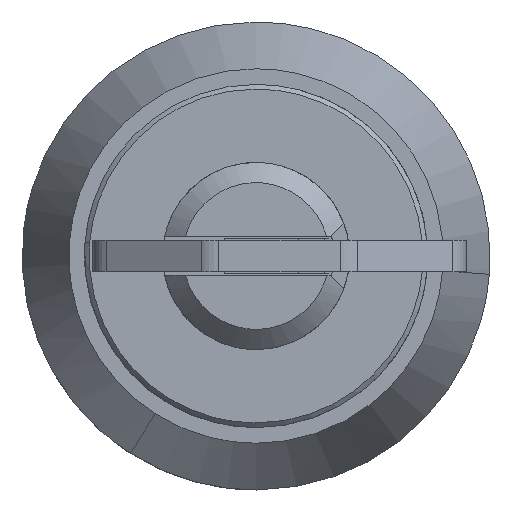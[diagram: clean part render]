
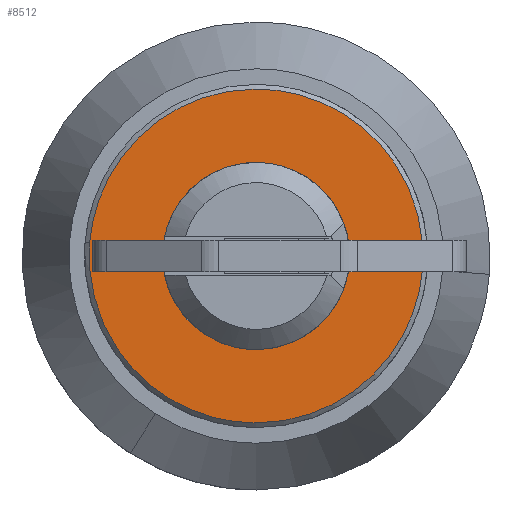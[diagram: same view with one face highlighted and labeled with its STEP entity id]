
A CAD part, front view. The second image highlights one B-rep face of the part: STEP entity #8512.
In plain terms, the highlighted free-form (B-spline) face has degree [1, 1] with [2, 2] control points.
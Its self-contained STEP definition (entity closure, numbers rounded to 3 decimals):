
#7251=CARTESIAN_POINT('',(-8.2,-5.958,-0.708));
#7252=VERTEX_POINT('',#7251);
#7258=CARTESIAN_POINT('',(-8.2,0.,6.));
#7259=VERTEX_POINT('',#7258);
#7260=CARTESIAN_POINT('',(-8.2,-5.958,-0.708));
#7261=CARTESIAN_POINT('',(-8.2,-6.,-0.355));
#7262=CARTESIAN_POINT('',(-8.2,-6.,0.));
#7263=CARTESIAN_POINT('',(-8.2,-6.,6.));
#7264=CARTESIAN_POINT('',(-8.2,0.,6.));
#7272=(BOUNDED_CURVE()B_SPLINE_CURVE(2,(#7260,#7261,#7262,#7263,#7264),.UNSPECIFIED.,.F.,.U.)B_SPLINE_CURVE_WITH_KNOTS((3,2,3),(0.23,0.25,0.5),.UNSPECIFIED.)CURVE()GEOMETRIC_REPRESENTATION_ITEM()RATIONAL_B_SPLINE_CURVE((0.956,0.976,1.0,0.707,1.0))REPRESENTATION_ITEM(''));
#7273=EDGE_CURVE('',#7252,#7259,#7272,.T.);
#7275=CARTESIAN_POINT('',(-8.2,5.989,0.366));
#7276=VERTEX_POINT('',#7275);
#7277=CARTESIAN_POINT('',(-8.2,0.,6.));
#7278=CARTESIAN_POINT('',(-8.2,5.644,6.));
#7279=CARTESIAN_POINT('',(-8.2,5.989,0.366));
#7287=(BOUNDED_CURVE()B_SPLINE_CURVE(2,(#7277,#7278,#7279),.UNSPECIFIED.,.F.,.U.)B_SPLINE_CURVE_WITH_KNOTS((3,3),(0.5,0.739),.UNSPECIFIED.)CURVE()GEOMETRIC_REPRESENTATION_ITEM()RATIONAL_B_SPLINE_CURVE((1.0,0.72,0.976))REPRESENTATION_ITEM(''));
#7288=EDGE_CURVE('',#7259,#7276,#7287,.T.);
#7362=CARTESIAN_POINT('',(-8.2,0.,-6.));
#7363=VERTEX_POINT('',#7362);
#7364=CARTESIAN_POINT('',(-8.2,5.989,0.366));
#7365=CARTESIAN_POINT('',(-8.2,6.,0.183));
#7366=CARTESIAN_POINT('',(-8.2,6.,0.));
#7367=CARTESIAN_POINT('',(-8.2,6.,-6.));
#7368=CARTESIAN_POINT('',(-8.2,0.,-6.));
#7376=(BOUNDED_CURVE()B_SPLINE_CURVE(2,(#7364,#7365,#7366,#7367,#7368),.UNSPECIFIED.,.F.,.U.)B_SPLINE_CURVE_WITH_KNOTS((3,2,3),(0.739,0.75,1.0),.UNSPECIFIED.)CURVE()GEOMETRIC_REPRESENTATION_ITEM()RATIONAL_B_SPLINE_CURVE((0.976,0.988,1.0,0.707,1.0))REPRESENTATION_ITEM(''));
#7377=EDGE_CURVE('',#7276,#7363,#7376,.T.);
#7379=CARTESIAN_POINT('',(-8.2,0.,-6.));
#7380=CARTESIAN_POINT('',(-8.2,-5.329,-6.));
#7381=CARTESIAN_POINT('',(-8.2,-5.958,-0.708));
#7389=(BOUNDED_CURVE()B_SPLINE_CURVE(2,(#7379,#7380,#7381),.UNSPECIFIED.,.F.,.U.)B_SPLINE_CURVE_WITH_KNOTS((3,3),(0.0,0.23),.UNSPECIFIED.)CURVE()GEOMETRIC_REPRESENTATION_ITEM()RATIONAL_B_SPLINE_CURVE((1.0,0.731,0.956))REPRESENTATION_ITEM(''));
#7390=EDGE_CURVE('',#7363,#7252,#7389,.T.);
#7619=CARTESIAN_POINT('',(-8.2,0.0,10.7));
#7620=VERTEX_POINT('',#7619);
#7621=CARTESIAN_POINT('',(-8.2,10.667,0.84));
#7622=VERTEX_POINT('',#7621);
#7623=CARTESIAN_POINT('',(-8.2,0.0,10.7));
#7624=CARTESIAN_POINT('',(-8.2,9.891,10.7));
#7625=CARTESIAN_POINT('',(-8.2,10.667,0.84));
#7633=(BOUNDED_CURVE()B_SPLINE_CURVE(2,(#7623,#7624,#7625),.UNSPECIFIED.,.F.,.U.)B_SPLINE_CURVE_WITH_KNOTS((3,3),(0.0,0.236),.UNSPECIFIED.)CURVE()GEOMETRIC_REPRESENTATION_ITEM()RATIONAL_B_SPLINE_CURVE((1.0,0.723,0.97))REPRESENTATION_ITEM(''));
#7634=EDGE_CURVE('',#7620,#7622,#7633,.T.);
#7636=CARTESIAN_POINT('',(-8.2,-10.667,-0.84));
#7637=VERTEX_POINT('',#7636);
#7638=CARTESIAN_POINT('',(-8.2,-10.667,-0.84));
#7639=CARTESIAN_POINT('',(-8.2,-10.7,-0.42));
#7640=CARTESIAN_POINT('',(-8.2,-10.7,0.));
#7641=CARTESIAN_POINT('',(-8.2,-10.7,10.7));
#7642=CARTESIAN_POINT('',(-8.2,0.0,10.7));
#7650=(BOUNDED_CURVE()B_SPLINE_CURVE(2,(#7638,#7639,#7640,#7641,#7642),.UNSPECIFIED.,.F.,.U.)B_SPLINE_CURVE_WITH_KNOTS((3,2,3),(0.736,0.75,1.0),.UNSPECIFIED.)CURVE()GEOMETRIC_REPRESENTATION_ITEM()RATIONAL_B_SPLINE_CURVE((0.97,0.984,1.0,0.707,1.0))REPRESENTATION_ITEM(''));
#7651=EDGE_CURVE('',#7637,#7620,#7650,.T.);
#7690=CARTESIAN_POINT('',(-8.2,0.0,-10.7));
#7691=VERTEX_POINT('',#7690);
#7692=CARTESIAN_POINT('',(-8.2,10.667,0.84));
#7693=CARTESIAN_POINT('',(-8.2,10.7,0.42));
#7694=CARTESIAN_POINT('',(-8.2,10.7,0.));
#7695=CARTESIAN_POINT('',(-8.2,10.7,-10.7));
#7696=CARTESIAN_POINT('',(-8.2,0.0,-10.7));
#7704=(BOUNDED_CURVE()B_SPLINE_CURVE(2,(#7692,#7693,#7694,#7695,#7696),.UNSPECIFIED.,.F.,.U.)B_SPLINE_CURVE_WITH_KNOTS((3,2,3),(0.236,0.25,0.5),.UNSPECIFIED.)CURVE()GEOMETRIC_REPRESENTATION_ITEM()RATIONAL_B_SPLINE_CURVE((0.97,0.984,1.0,0.707,1.0))REPRESENTATION_ITEM(''));
#7705=EDGE_CURVE('',#7622,#7691,#7704,.T.);
#7712=CARTESIAN_POINT('',(-8.2,0.0,-10.7));
#7713=CARTESIAN_POINT('',(-8.2,-9.891,-10.7));
#7714=CARTESIAN_POINT('',(-8.2,-10.667,-0.84));
#7722=(BOUNDED_CURVE()B_SPLINE_CURVE(2,(#7712,#7713,#7714),.UNSPECIFIED.,.F.,.U.)B_SPLINE_CURVE_WITH_KNOTS((3,3),(0.5,0.736),.UNSPECIFIED.)CURVE()GEOMETRIC_REPRESENTATION_ITEM()RATIONAL_B_SPLINE_CURVE((1.0,0.723,0.97))REPRESENTATION_ITEM(''));
#7723=EDGE_CURVE('',#7691,#7637,#7722,.T.);
#8495=CARTESIAN_POINT('',(-8.2,-11.766,11.769));
#8496=CARTESIAN_POINT('',(-8.2,-11.766,-11.769));
#8497=CARTESIAN_POINT('',(-8.2,11.766,11.769));
#8498=CARTESIAN_POINT('',(-8.2,11.766,-11.769));
#8499=B_SPLINE_SURFACE_WITH_KNOTS('',1,1,((#8495,#8497),(#8496,#8498)),.UNSPECIFIED.,.F.,.F.,.U.,(2,2),(2,2),(0.0,23.538),(0.0,23.531),.UNSPECIFIED.);
#8500=ORIENTED_EDGE('',*,*,#7634,.T.);
#8501=ORIENTED_EDGE('',*,*,#7705,.T.);
#8502=ORIENTED_EDGE('',*,*,#7723,.T.);
#8503=ORIENTED_EDGE('',*,*,#7651,.T.);
#8504=EDGE_LOOP('',(#8500,#8501,#8502,#8503));
#8505=FACE_OUTER_BOUND('',#8504,.T.);
#8506=ORIENTED_EDGE('',*,*,#7288,.F.);
#8507=ORIENTED_EDGE('',*,*,#7273,.F.);
#8508=ORIENTED_EDGE('',*,*,#7390,.F.);
#8509=ORIENTED_EDGE('',*,*,#7377,.F.);
#8510=EDGE_LOOP('',(#8506,#8507,#8508,#8509));
#8511=FACE_BOUND('',#8510,.T.);
#8512=ADVANCED_FACE('',(#8505,#8511),#8499,.F.);
